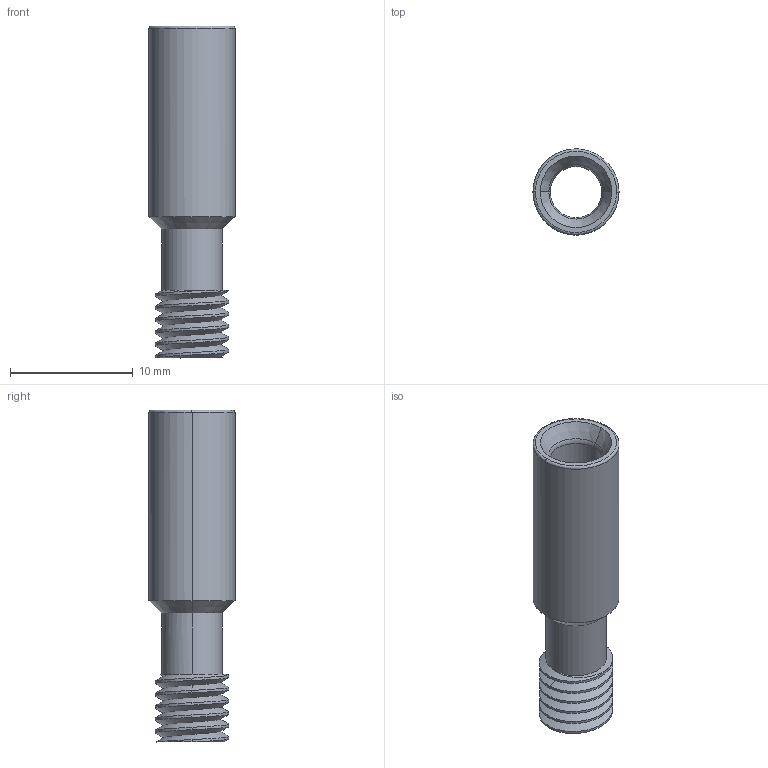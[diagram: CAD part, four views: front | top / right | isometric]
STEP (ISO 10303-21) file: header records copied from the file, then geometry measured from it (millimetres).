
FILE_DESCRIPTION (( 'STEP AP214' ), '1' );
FILE_NAME ('Catheter.step', '2018-06-21T12:57:41', ( 'User' ), ( 'china' ), 'SwSTEP 2.0', 'SolidWorks 2016', '' );
FILE_SCHEMA (( 'AUTOMOTIVE_DESIGN' ));
Length unit declared in the file: millimetre
Products named in the file (1): Catheter
Bounding box: 7 x 7 x 27 mm (x, y, z)
Volume: 465.6 mm3; surface area: 1000.6 mm2
Topology: 1 solids, 1 shells, 37 faces, 100 edges, 66 vertices
Faces by surface type: cylinder 18, bspline 8, plane 5, cone 4, torus 2
Entity records: 2810 total; most frequent: CARTESIAN_POINT 1938, ORIENTED_EDGE 200, DIRECTION 137, EDGE_CURVE 100, VERTEX_POINT 66, AXIS2_PLACEMENT_3D 58, B_SPLINE_CURVE_WITH_KNOTS 51, EDGE_LOOP 40
